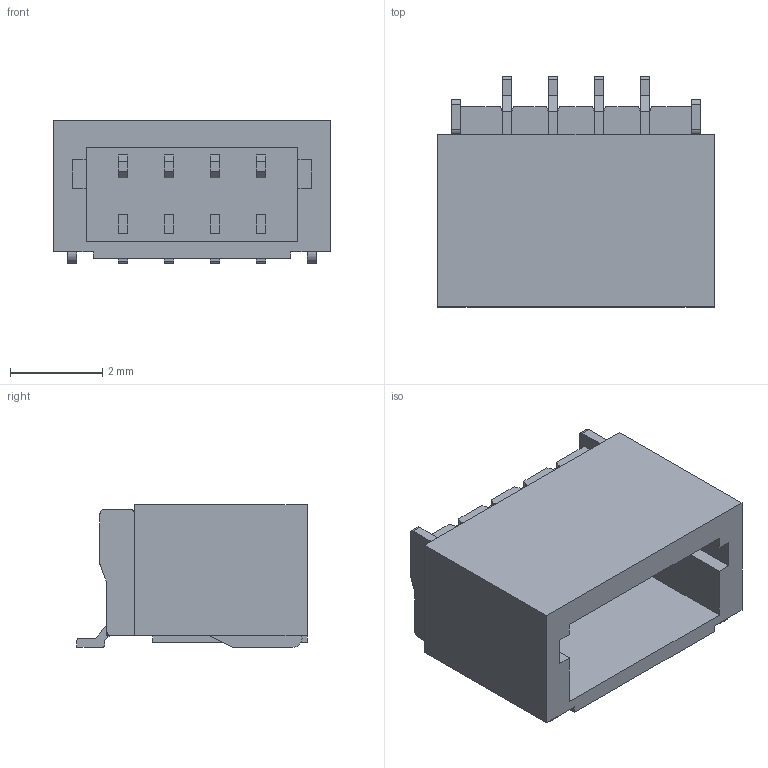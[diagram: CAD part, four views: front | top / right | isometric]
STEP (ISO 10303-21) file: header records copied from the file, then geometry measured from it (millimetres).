
FILE_DESCRIPTION(/* description */ ('Unknown'),/* implementation_level */ '2;1');
FILE_NAME(/* name */ '665104131822',/* time_stamp */ '2018-03-26T14:45:32+02:00',/* author */ ('Unknown'),/* organization */ ('Unknown'),/* preprocessor_version */ 'ST-DEVELOPER v16.7',/* originating_system */ 'DEX',/* authorisation */ $);
FILE_SCHEMA (('AUTOMOTIVE_DESIGN {1 0 10303 214 3 1 1}'));
Length unit declared in the file: millimetre
Products named in the file (4): 6651xx131822; 665104131822; 6651xx131822_PIN; 6651xx131822_PATTE
Assembly tree (7 placements, depth 2):
  6651xx131822
    665104131822
    6651xx131822_PIN  x4
    6651xx131822_PATTE  x2
Bounding box: 6 x 5 x 3.1 mm (x, y, z)
Volume: 46 mm3; surface area: 242.6 mm2
Topology: 7 solids, 7 shells, 283 faces, 828 edges, 552 vertices
Faces by surface type: plane 217, cylinder 66
Entity records: 6048 total; most frequent: CARTESIAN_POINT 1063, ORIENTED_EDGE 1056, DIRECTION 974, EDGE_CURVE 528, LINE 448, VECTOR 448, VERTEX_POINT 352, AXIS2_PLACEMENT_3D 263
